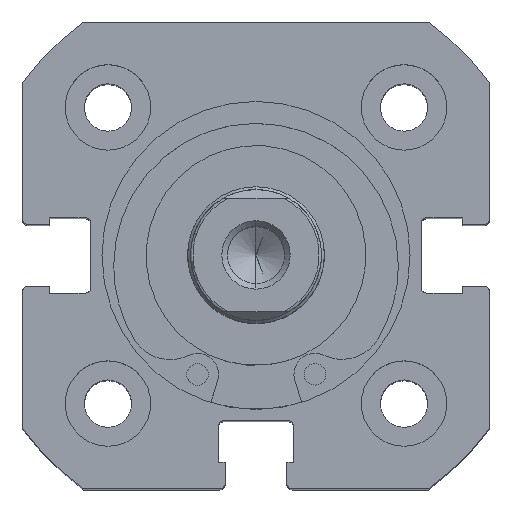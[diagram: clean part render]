
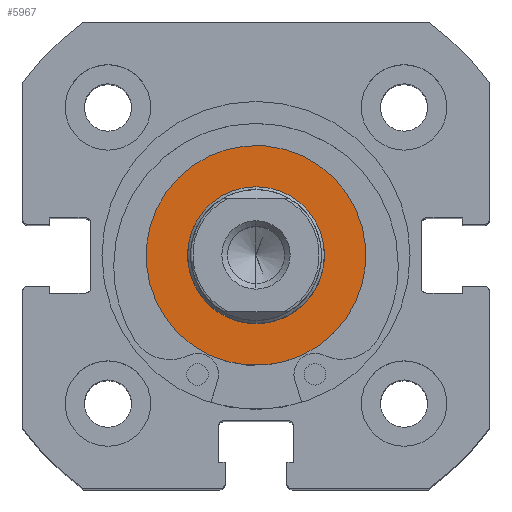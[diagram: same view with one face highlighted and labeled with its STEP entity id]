
A CAD part, top view. The second image highlights one B-rep face of the part: STEP entity #5967.
In plain terms, the highlighted face is planar.
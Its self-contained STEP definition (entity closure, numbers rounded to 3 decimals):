
#645 = DIRECTION ( 'NONE',  ( 0., 0., -1. ) ) ;
#646 = DIRECTION ( 'NONE',  ( 1., 0., 0. ) ) ;
#649 = PLANE ( 'NONE',  #3727 ) ;
#650 = CARTESIAN_POINT ( 'NONE',  ( 0., 9.65, 0. ) ) ;
#849 = CARTESIAN_POINT ( 'NONE',  ( 0., 0., -9.65 ) ) ;
#853 = CARTESIAN_POINT ( 'NONE',  ( 0., 0., -6. ) ) ;
#858 = CARTESIAN_POINT ( 'NONE',  ( 0., 0., 9.65 ) ) ;
#861 = CARTESIAN_POINT ( 'NONE',  ( 0., 0., 6. ) ) ;
#1654 = ORIENTED_EDGE ( 'NONE', *, *, #2246, .F. ) ;
#1657 = ORIENTED_EDGE ( 'NONE', *, *, #2260, .T. ) ;
#1660 = ORIENTED_EDGE ( 'NONE', *, *, #2257, .F. ) ;
#1662 = ORIENTED_EDGE ( 'NONE', *, *, #2259, .T. ) ;
#2115 = AXIS2_PLACEMENT_3D ( 'NONE', #2664, #2663, #2662 ) ;
#2116 = AXIS2_PLACEMENT_3D ( 'NONE', #2668, #2666, #2665 ) ;
#2117 = AXIS2_PLACEMENT_3D ( 'NONE', #2677, #2674, #2672 ) ;
#2128 = AXIS2_PLACEMENT_3D ( 'NONE', #2660, #2658, #2654 ) ;
#2246 = EDGE_CURVE ( 'NONE', #5833, #5827, #4545, .T. ) ;
#2257 = EDGE_CURVE ( 'NONE', #5827, #5833, #4559, .T. ) ;
#2259 = EDGE_CURVE ( 'NONE', #5836, #5829, #4561, .T. ) ;
#2260 = EDGE_CURVE ( 'NONE', #5829, #5836, #4563, .T. ) ;
#2654 = DIRECTION ( 'NONE',  ( 0., 0., 1. ) ) ;
#2658 = DIRECTION ( 'NONE',  ( -1., 0., 0. ) ) ;
#2660 = CARTESIAN_POINT ( 'NONE',  ( 0., 0., 0. ) ) ;
#2662 = DIRECTION ( 'NONE',  ( 0., 0., 1. ) ) ;
#2663 = DIRECTION ( 'NONE',  ( -1., 0., 0. ) ) ;
#2664 = CARTESIAN_POINT ( 'NONE',  ( 0., 0., 0. ) ) ;
#2665 = DIRECTION ( 'NONE',  ( 0., 0., 1. ) ) ;
#2666 = DIRECTION ( 'NONE',  ( -1., 0., 0. ) ) ;
#2668 = CARTESIAN_POINT ( 'NONE',  ( 0., 0., 0. ) ) ;
#2672 = DIRECTION ( 'NONE',  ( 0., 0., 1. ) ) ;
#2674 = DIRECTION ( 'NONE',  ( -1., 0., 0. ) ) ;
#2677 = CARTESIAN_POINT ( 'NONE',  ( 0., 0., 0. ) ) ;
#2972 = FACE_BOUND ( 'NONE', #4140, .T. ) ;
#2979 = FACE_OUTER_BOUND ( 'NONE', #4314, .T. ) ;
#3727 = AXIS2_PLACEMENT_3D ( 'NONE', #650, #646, #645 ) ;
#4140 = EDGE_LOOP ( 'NONE', ( #1660, #1654 ) ) ;
#4314 = EDGE_LOOP ( 'NONE', ( #1657, #1662 ) ) ;
#4545 = CIRCLE ( 'NONE', #2128, 6. ) ;
#4559 = CIRCLE ( 'NONE', #2117, 6. ) ;
#4561 = CIRCLE ( 'NONE', #2116, 9.65 ) ;
#4563 = CIRCLE ( 'NONE', #2115, 9.65 ) ;
#5827 = VERTEX_POINT ( 'NONE', #861 ) ;
#5829 = VERTEX_POINT ( 'NONE', #858 ) ;
#5833 = VERTEX_POINT ( 'NONE', #853 ) ;
#5836 = VERTEX_POINT ( 'NONE', #849 ) ;
#5967 = ADVANCED_FACE ( 'NONE', ( #2972, #2979 ), #649, .F. ) ;
